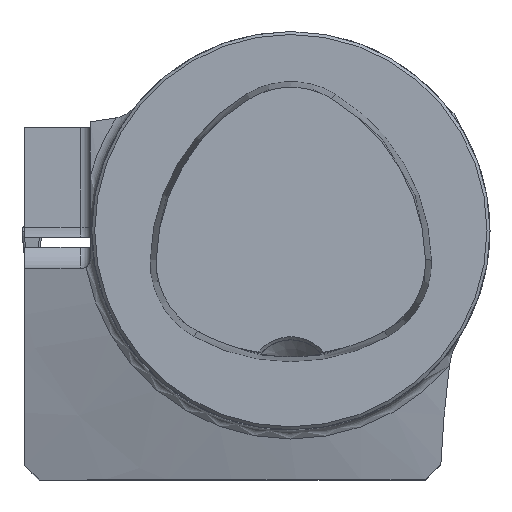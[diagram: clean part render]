
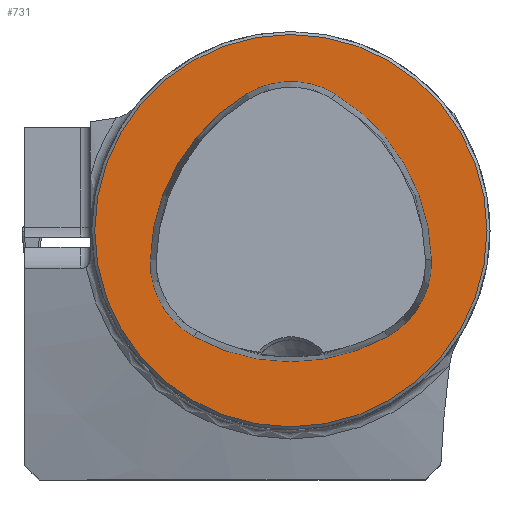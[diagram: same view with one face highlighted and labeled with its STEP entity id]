
A CAD part, top view. The second image highlights one B-rep face of the part: STEP entity #731.
In plain terms, the highlighted planar face has unit normal (0, 0, 1).
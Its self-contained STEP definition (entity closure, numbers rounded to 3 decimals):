
#154=FACE_BOUND('',#1062,.T.);
#155=FACE_BOUND('',#1063,.T.);
#244=PLANE('',#2986);
#731=ADVANCED_FACE('CU_FL_N1_SU_1',(#154,#155),#244,.T.);
#1062=EDGE_LOOP('',(#1493,#1494,#1495,#1496,#1497,#1498));
#1063=EDGE_LOOP('',(#1499));
#1217=CIRCLE('',#2977,20.063);
#1219=CIRCLE('',#2980,20.063);
#1220=CIRCLE('',#2981,8.563);
#1221=CIRCLE('',#2982,20.063);
#1222=CIRCLE('',#2983,8.563);
#1223=CIRCLE('',#2984,8.563);
#1224=CIRCLE('',#2985,19.7);
#1493=ORIENTED_EDGE('',*,*,#2530,.F.);
#1494=ORIENTED_EDGE('',*,*,#2531,.F.);
#1495=ORIENTED_EDGE('',*,*,#2532,.F.);
#1496=ORIENTED_EDGE('',*,*,#2533,.F.);
#1497=ORIENTED_EDGE('',*,*,#2527,.F.);
#1498=ORIENTED_EDGE('',*,*,#2534,.F.);
#1499=ORIENTED_EDGE('',*,*,#2535,.T.);
#2230=VERTEX_POINT('',#4546);
#2231=VERTEX_POINT('',#4548);
#2233=VERTEX_POINT('',#4554);
#2234=VERTEX_POINT('',#4555);
#2235=VERTEX_POINT('',#4557);
#2236=VERTEX_POINT('',#4559);
#2237=VERTEX_POINT('',#4563);
#2527=EDGE_CURVE('',#2230,#2231,#1217,.T.);
#2530=EDGE_CURVE('',#2233,#2234,#1219,.T.);
#2531=EDGE_CURVE('',#2235,#2233,#1220,.T.);
#2532=EDGE_CURVE('',#2236,#2235,#1221,.T.);
#2533=EDGE_CURVE('',#2231,#2236,#1222,.T.);
#2534=EDGE_CURVE('',#2234,#2230,#1223,.T.);
#2535=EDGE_CURVE('',#2237,#2237,#1224,.T.);
#2977=AXIS2_PLACEMENT_3D('',#4547,#3369,#3370);
#2980=AXIS2_PLACEMENT_3D('',#4553,#3376,#3377);
#2981=AXIS2_PLACEMENT_3D('',#4556,#3378,#3379);
#2982=AXIS2_PLACEMENT_3D('',#4558,#3380,#3381);
#2983=AXIS2_PLACEMENT_3D('',#4560,#3382,#3383);
#2984=AXIS2_PLACEMENT_3D('',#4561,#3384,#3385);
#2985=AXIS2_PLACEMENT_3D('',#4562,#3386,#3387);
#2986=AXIS2_PLACEMENT_3D('',#4564,#3388,#3389);
#3369=DIRECTION('',(0.,0.,1.));
#3370=DIRECTION('',(1.,0.,0.));
#3376=DIRECTION('',(0.,0.,1.));
#3377=DIRECTION('',(1.,0.,0.));
#3378=DIRECTION('',(0.,0.,1.));
#3379=DIRECTION('',(1.,0.,0.));
#3380=DIRECTION('',(0.,0.,1.));
#3381=DIRECTION('',(1.,0.,0.));
#3382=DIRECTION('',(0.,0.,1.));
#3383=DIRECTION('',(1.,0.,0.));
#3384=DIRECTION('',(0.,0.,1.));
#3385=DIRECTION('',(1.,0.,0.));
#3386=DIRECTION('',(0.,0.,1.));
#3387=DIRECTION('',(1.,0.,0.));
#3388=DIRECTION('',(0.,0.,1.));
#3389=DIRECTION('',(1.,0.,0.));
#4546=CARTESIAN_POINT('',(-9.704,-10.66,0.));
#4547=CARTESIAN_POINT('',(0.,6.9,0.));
#4548=CARTESIAN_POINT('',(9.704,-10.66,0.));
#4553=CARTESIAN_POINT('',(5.934,-3.451,0.));
#4554=CARTESIAN_POINT('',(-4.418,13.735,0.));
#4555=CARTESIAN_POINT('',(-14.123,-2.953,0.));
#4556=CARTESIAN_POINT('',(0.,6.4,0.));
#4557=CARTESIAN_POINT('',(4.418,13.735,0.));
#4558=CARTESIAN_POINT('',(-5.934,-3.451,0.));
#4559=CARTESIAN_POINT('',(14.123,-2.953,0.));
#4560=CARTESIAN_POINT('',(5.562,-3.165,0.));
#4561=CARTESIAN_POINT('',(-5.562,-3.165,0.));
#4562=CARTESIAN_POINT('',(0.,0.,0.));
#4563=CARTESIAN_POINT('',(19.7,0.,0.));
#4564=CARTESIAN_POINT('',(0.,0.,0.));
